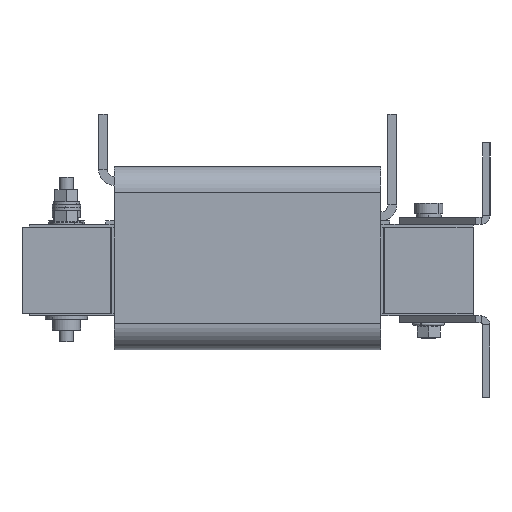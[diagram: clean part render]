
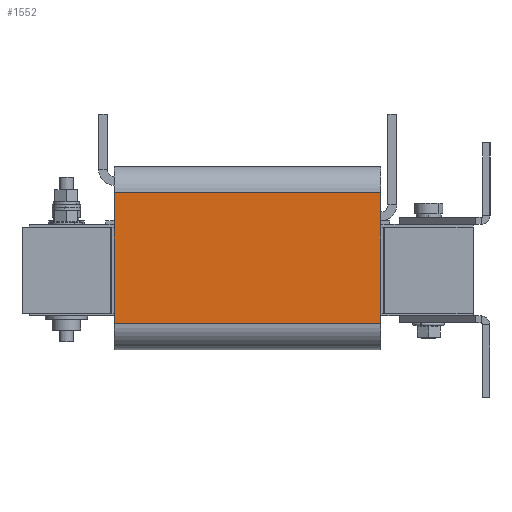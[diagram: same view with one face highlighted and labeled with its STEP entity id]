
A CAD part, left-side view. The second image highlights one B-rep face of the part: STEP entity #1552.
In plain terms, the highlighted planar face has unit normal (-1, 0, 0).
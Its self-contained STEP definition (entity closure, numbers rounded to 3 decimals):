
#103 = VERTEX_POINT ( 'NONE', #8516 ) ;
#140 = PLANE ( 'NONE',  #1870 ) ;
#239 = EDGE_LOOP ( 'NONE', ( #8730, #1028, #13686, #10457 ) ) ;
#949 = CARTESIAN_POINT ( 'NONE',  ( -144.1, -75., 43.55 ) ) ;
#1028 = ORIENTED_EDGE ( 'NONE', *, *, #11623, .F. ) ;
#1299 = EDGE_CURVE ( 'Defeature ausgef�hrt1_44+Defeature ausgef�hrt1_49+Defeature ausgef�hrt1_48+Defeature ausgef�hrt1_50', #103, #12195, #8888, .T. ) ;
#1552 = ADVANCED_FACE ( 'Defeature ausgef�hrt1_49', ( #9642 ), #140, .F. ) ;
#1596 = DIRECTION ( 'NONE',  ( 0., -1., 0. ) ) ;
#1648 = VECTOR ( 'NONE', #4721, 1000. ) ;
#1870 = AXIS2_PLACEMENT_3D ( 'NONE', #8527, #2177, #6473 ) ;
#2177 = DIRECTION ( 'NONE',  ( 1., 0., 0. ) ) ;
#3015 = VERTEX_POINT ( 'NONE', #4206 ) ;
#4206 = CARTESIAN_POINT ( 'NONE',  ( -144.1, -75., -29.85 ) ) ;
#4318 = CARTESIAN_POINT ( 'NONE',  ( -144.1, 75., -29.85 ) ) ;
#4399 = VECTOR ( 'NONE', #11174, 1000. ) ;
#4721 = DIRECTION ( 'NONE',  ( 0., 0., 1. ) ) ;
#4843 = CARTESIAN_POINT ( 'NONE',  ( -144.1, -75., -29.85 ) ) ;
#5343 = EDGE_CURVE ( 'Defeature ausgef�hrt1_49+Defeature ausgef�hrt1_48+Defeature ausgef�hrt1_44+Defeature ausgef�hrt1_45', #103, #3015, #5381, .T. ) ;
#5381 = LINE ( 'NONE', #4318, #7512 ) ;
#5895 = LINE ( 'NONE', #4843, #4399 ) ;
#6310 = EDGE_CURVE ( 'Defeature ausgef�hrt1_49+Defeature ausgef�hrt1_45+Defeature ausgef�hrt1_48+Defeature ausgef�hrt1_50', #3015, #9660, #5895, .T. ) ;
#6473 = DIRECTION ( 'NONE',  ( 0., 0., -1. ) ) ;
#6802 = LINE ( 'NONE', #11375, #13823 ) ;
#7512 = VECTOR ( 'NONE', #8621, 1000. ) ;
#8516 = CARTESIAN_POINT ( 'NONE',  ( -144.1, 75., -29.85 ) ) ;
#8527 = CARTESIAN_POINT ( 'NONE',  ( -144.1, 75., -29.85 ) ) ;
#8621 = DIRECTION ( 'NONE',  ( 0., -1., 0. ) ) ;
#8730 = ORIENTED_EDGE ( 'NONE', *, *, #6310, .T. ) ;
#8888 = LINE ( 'NONE', #10077, #1648 ) ;
#9642 = FACE_OUTER_BOUND ( 'NONE', #239, .T. ) ;
#9660 = VERTEX_POINT ( 'NONE', #949 ) ;
#10077 = CARTESIAN_POINT ( 'NONE',  ( -144.1, 75., -29.85 ) ) ;
#10457 = ORIENTED_EDGE ( 'NONE', *, *, #5343, .T. ) ;
#11174 = DIRECTION ( 'NONE',  ( 0., 0., 1. ) ) ;
#11375 = CARTESIAN_POINT ( 'NONE',  ( -144.1, 75., 43.55 ) ) ;
#11623 = EDGE_CURVE ( 'Defeature ausgef�hrt1_50+Defeature ausgef�hrt1_49+Defeature ausgef�hrt1_44+Defeature ausgef�hrt1_45', #12195, #9660, #6802, .T. ) ;
#12195 = VERTEX_POINT ( 'NONE', #13157 ) ;
#13157 = CARTESIAN_POINT ( 'NONE',  ( -144.1, 75., 43.55 ) ) ;
#13686 = ORIENTED_EDGE ( 'NONE', *, *, #1299, .F. ) ;
#13823 = VECTOR ( 'NONE', #1596, 1000. ) ;
